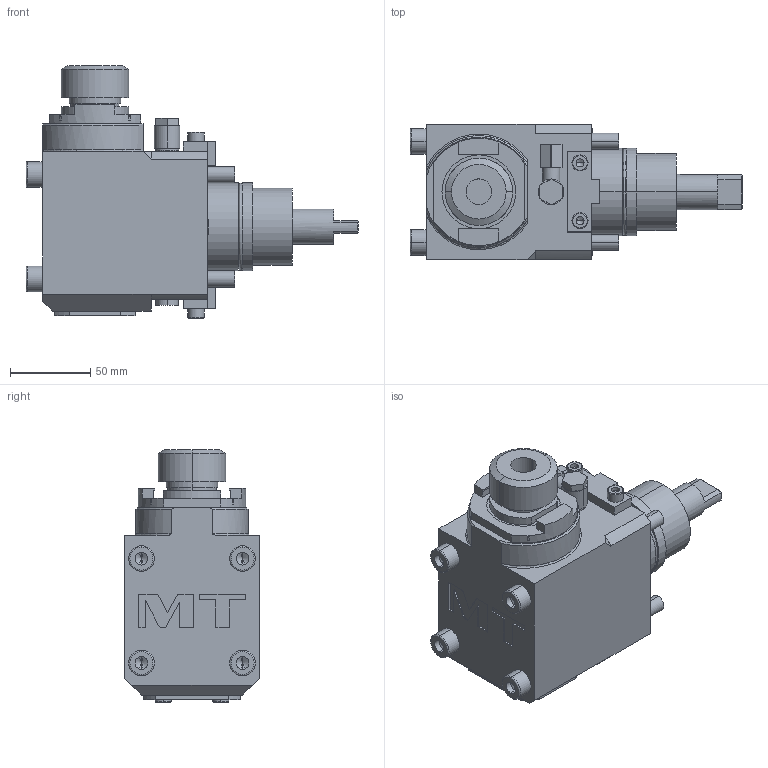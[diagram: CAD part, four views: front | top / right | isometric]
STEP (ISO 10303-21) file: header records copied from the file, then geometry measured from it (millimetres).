
FILE_DESCRIPTION((''),'2;1');
FILE_NAME('0050825_CONF','2023-06-27T09:29:35',('gvalli'),('M.T. srl'),'CREO PARAMETRIC BY PTC INC, 2021072','CREO PARAMETRIC BY PTC INC, 2021072','');
FILE_SCHEMA(('CONFIG_CONTROL_DESIGN'));
Length unit declared in the file: millimetre
Products named in the file (1): 0050825_CONF
Bounding box: 206.8 x 84 x 157.36 mm (x, y, z)
Volume: 1107145.4 mm3; surface area: 91791.5 mm2
Topology: 1 solids, 1 shells, 349 faces, 831 edges, 523 vertices
Faces by surface type: plane 167, cylinder 126, torus 28, cone 26, extrusion 2
Entity records: 10669 total; most frequent: CARTESIAN_POINT 2372, DIRECTION 1812, ORIENTED_EDGE 1630, EDGE_CURVE 815, AXIS2_PLACEMENT_3D 680, VERTEX_POINT 523, VECTOR 452, LINE 450
